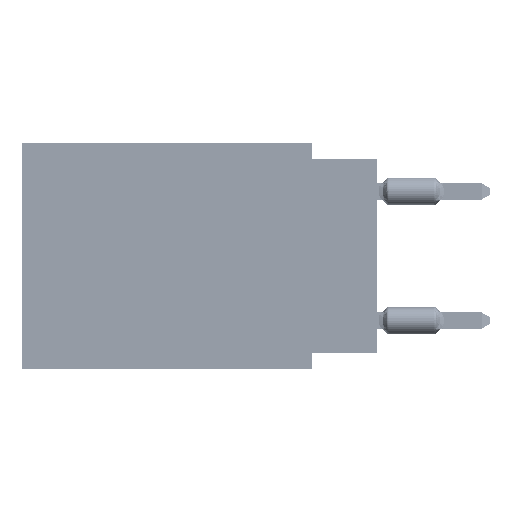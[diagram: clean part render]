
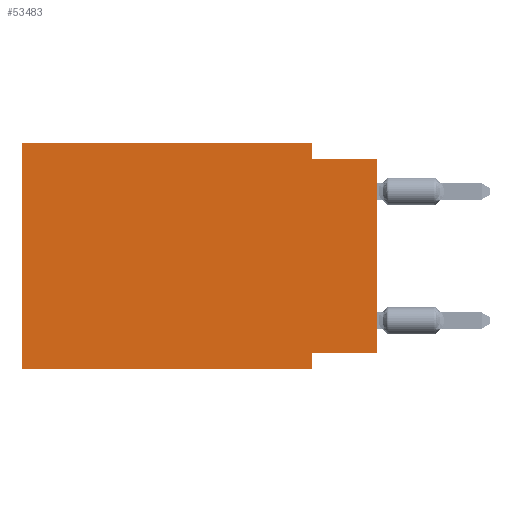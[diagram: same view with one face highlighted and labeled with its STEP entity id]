
A CAD part, left-side view. The second image highlights one B-rep face of the part: STEP entity #53483.
In plain terms, the highlighted planar face has unit normal (-1, 0, 0).
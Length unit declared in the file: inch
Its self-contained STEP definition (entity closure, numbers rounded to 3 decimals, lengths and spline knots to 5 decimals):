
#770 = EDGE_LOOP ( 'NONE', ( #12890, #48933, #30143, #61946, #14018, #24834, #27710, #26321 ) ) ;
#3210 = CARTESIAN_POINT ( 'NONE',  ( 0., 0., -0.025 ) ) ;
#6643 = VECTOR ( 'NONE', #14849, 39.37008 ) ;
#8791 = LINE ( 'NONE', #22504, #58118 ) ;
#9083 = LINE ( 'NONE', #63637, #72769 ) ;
#12589 = CARTESIAN_POINT ( 'NONE',  ( 0., 0.55, 0. ) ) ;
#12890 = ORIENTED_EDGE ( 'NONE', *, *, #52290, .T. ) ;
#13431 = CARTESIAN_POINT ( 'NONE',  ( 0., 0., -0.325 ) ) ;
#14018 = ORIENTED_EDGE ( 'NONE', *, *, #24407, .F. ) ;
#14849 = DIRECTION ( 'NONE',  ( 0., 1., 0. ) ) ;
#15402 = DIRECTION ( 'NONE',  ( 0., 0., 1. ) ) ;
#15558 = LINE ( 'NONE', #17174, #46509 ) ;
#17174 = CARTESIAN_POINT ( 'NONE',  ( 0., 0.55, 0. ) ) ;
#18147 = PLANE ( 'NONE',  #53914 ) ;
#18842 = VERTEX_POINT ( 'NONE', #20824 ) ;
#20685 = CARTESIAN_POINT ( 'NONE',  ( 0., 0.1, -0.35 ) ) ;
#20824 = CARTESIAN_POINT ( 'NONE',  ( 0., 0.1, -0.325 ) ) ;
#20898 = FACE_OUTER_BOUND ( 'NONE', #770, .T. ) ;
#22504 = CARTESIAN_POINT ( 'NONE',  ( 0., 0.55, -0.35 ) ) ;
#23112 = LINE ( 'NONE', #70405, #6643 ) ;
#23380 = DIRECTION ( 'NONE',  ( 0., -1., 0. ) ) ;
#24407 = EDGE_CURVE ( 'NONE', #26076, #72958, #9083, .T. ) ;
#24834 = ORIENTED_EDGE ( 'NONE', *, *, #51159, .T. ) ;
#26076 = VERTEX_POINT ( 'NONE', #73499 ) ;
#26321 = ORIENTED_EDGE ( 'NONE', *, *, #65769, .F. ) ;
#26469 = EDGE_CURVE ( 'NONE', #57913, #68620, #32068, .T. ) ;
#26644 = VERTEX_POINT ( 'NONE', #55442 ) ;
#27596 = CARTESIAN_POINT ( 'NONE',  ( 0., 0., 0. ) ) ;
#27710 = ORIENTED_EDGE ( 'NONE', *, *, #78202, .F. ) ;
#30143 = ORIENTED_EDGE ( 'NONE', *, *, #51771, .F. ) ;
#32068 = LINE ( 'NONE', #47943, #62968 ) ;
#33421 = DIRECTION ( 'NONE',  ( 0., 0., 1. ) ) ;
#36802 = DIRECTION ( 'NONE',  ( 0., 0., -1. ) ) ;
#39622 = VERTEX_POINT ( 'NONE', #45719 ) ;
#41011 = LINE ( 'NONE', #20685, #57407 ) ;
#41459 = DIRECTION ( 'NONE',  ( 0., -1., 0. ) ) ;
#45719 = CARTESIAN_POINT ( 'NONE',  ( 0., 0.1, 0. ) ) ;
#46509 = VECTOR ( 'NONE', #23380, 39.37008 ) ;
#47141 = DIRECTION ( 'NONE',  ( 0., 0., -1. ) ) ;
#47943 = CARTESIAN_POINT ( 'NONE',  ( 0., 0., -0.025 ) ) ;
#48933 = ORIENTED_EDGE ( 'NONE', *, *, #26469, .F. ) ;
#51159 = EDGE_CURVE ( 'NONE', #26076, #26644, #8791, .T. ) ;
#51538 = DIRECTION ( 'NONE',  ( 0., 0., -1. ) ) ;
#51771 = EDGE_CURVE ( 'NONE', #39622, #57913, #73338, .T. ) ;
#51887 = CARTESIAN_POINT ( 'NONE',  ( 0., 0.1, -0.025 ) ) ;
#52290 = EDGE_CURVE ( 'NONE', #79178, #68620, #53109, .T. ) ;
#53109 = LINE ( 'NONE', #27596, #67513 ) ;
#53483 = ADVANCED_FACE ( 'NONE', ( #20898 ), #18147, .F. ) ;
#53914 = AXIS2_PLACEMENT_3D ( 'NONE', #67275, #73685, #36802 ) ;
#54125 = DIRECTION ( 'NONE',  ( 0., -1., 0. ) ) ;
#55442 = CARTESIAN_POINT ( 'NONE',  ( 0., 0.1, -0.35 ) ) ;
#55490 = EDGE_CURVE ( 'NONE', #72958, #39622, #15558, .T. ) ;
#57407 = VECTOR ( 'NONE', #51538, 39.37008 ) ;
#57913 = VERTEX_POINT ( 'NONE', #51887 ) ;
#58118 = VECTOR ( 'NONE', #41459, 39.37008 ) ;
#60910 = VECTOR ( 'NONE', #47141, 39.37008 ) ;
#61946 = ORIENTED_EDGE ( 'NONE', *, *, #55490, .F. ) ;
#62968 = VECTOR ( 'NONE', #54125, 39.37008 ) ;
#63637 = CARTESIAN_POINT ( 'NONE',  ( 0., 0.55, 0. ) ) ;
#65769 = EDGE_CURVE ( 'NONE', #79178, #18842, #23112, .T. ) ;
#67275 = CARTESIAN_POINT ( 'NONE',  ( 0., 0.55, 0. ) ) ;
#67513 = VECTOR ( 'NONE', #15402, 39.37008 ) ;
#68620 = VERTEX_POINT ( 'NONE', #3210 ) ;
#70405 = CARTESIAN_POINT ( 'NONE',  ( 0., 0., -0.325 ) ) ;
#72769 = VECTOR ( 'NONE', #33421, 39.37008 ) ;
#72958 = VERTEX_POINT ( 'NONE', #12589 ) ;
#73338 = LINE ( 'NONE', #77995, #60910 ) ;
#73499 = CARTESIAN_POINT ( 'NONE',  ( 0., 0.55, -0.35 ) ) ;
#73685 = DIRECTION ( 'NONE',  ( 1., 0., 0. ) ) ;
#77995 = CARTESIAN_POINT ( 'NONE',  ( 0., 0.1, 0. ) ) ;
#78202 = EDGE_CURVE ( 'NONE', #18842, #26644, #41011, .T. ) ;
#79178 = VERTEX_POINT ( 'NONE', #13431 ) ;
